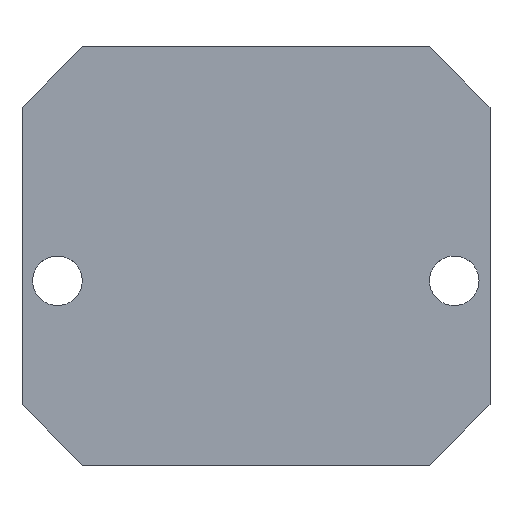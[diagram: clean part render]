
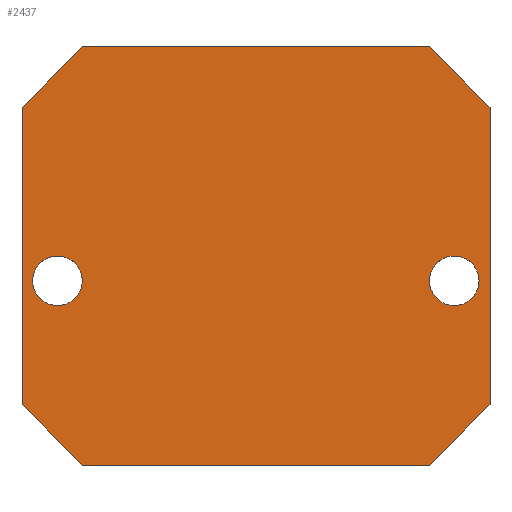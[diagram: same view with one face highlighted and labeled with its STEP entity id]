
A CAD part, top view. The second image highlights one B-rep face of the part: STEP entity #2437.
In plain terms, the highlighted planar face has unit normal (0, 0, 1).
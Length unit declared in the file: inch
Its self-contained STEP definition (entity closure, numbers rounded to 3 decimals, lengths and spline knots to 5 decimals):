
#219=LINE($,#3899,#469);
#231=LINE($,#3923,#481);
#262=LINE($,#4004,#512);
#275=LINE($,#4031,#525);
#282=LINE($,#4045,#532);
#289=LINE($,#4077,#539);
#290=LINE($,#4082,#540);
#291=LINE($,#4084,#541);
#469=VECTOR($,#3168,0.47355);
#481=VECTOR($,#3184,1.65314);
#512=VECTOR($,#3261,0.47355);
#525=VECTOR($,#3288,1.65314);
#532=VECTOR($,#3305,0.47355);
#539=VECTOR($,#3356,0.47355);
#540=VECTOR($,#3365,1.92873);
#541=VECTOR($,#3368,1.92873);
#661=PLANE($,#2666);
#676=FACE_BOUND($,#931,.T.);
#677=FACE_BOUND($,#932,.T.);
#678=FACE_BOUND($,#933,.T.);
#931=EDGE_LOOP($,(#2300));
#932=EDGE_LOOP($,(#2301));
#933=EDGE_LOOP($,(#2302,#2303,#2304,#2305,#2306,#2307,#2308,#2309));
#1014=CIRCLE($,#2643,0.1378);
#1015=CIRCLE($,#2645,0.1378);
#1203=VERTEX_POINT($,#3896);
#1204=VERTEX_POINT($,#3898);
#1214=VERTEX_POINT($,#3921);
#1240=VERTEX_POINT($,#4001);
#1241=VERTEX_POINT($,#4003);
#1248=VERTEX_POINT($,#4029);
#1250=VERTEX_POINT($,#4043);
#1251=VERTEX_POINT($,#4050);
#1252=VERTEX_POINT($,#4053);
#1253=VERTEX_POINT($,#4075);
#1515=EDGE_CURVE($,#1204,#1203,#219,.T.);
#1528=EDGE_CURVE($,#1203,#1214,#231,.T.);
#1569=EDGE_CURVE($,#1241,#1240,#262,.T.);
#1585=EDGE_CURVE($,#1240,#1248,#275,.T.);
#1593=EDGE_CURVE($,#1248,#1250,#282,.T.);
#1595=EDGE_CURVE($,#1251,#1251,#1014,.T.);
#1596=EDGE_CURVE($,#1252,#1252,#1015,.T.);
#1603=EDGE_CURVE($,#1214,#1253,#289,.T.);
#1604=EDGE_CURVE($,#1250,#1204,#290,.T.);
#1605=EDGE_CURVE($,#1253,#1241,#291,.T.);
#2300=ORIENTED_EDGE($,*,*,#1595,.T.);
#2301=ORIENTED_EDGE($,*,*,#1596,.T.);
#2302=ORIENTED_EDGE($,*,*,#1593,.T.);
#2303=ORIENTED_EDGE($,*,*,#1604,.T.);
#2304=ORIENTED_EDGE($,*,*,#1515,.T.);
#2305=ORIENTED_EDGE($,*,*,#1528,.T.);
#2306=ORIENTED_EDGE($,*,*,#1603,.T.);
#2307=ORIENTED_EDGE($,*,*,#1605,.T.);
#2308=ORIENTED_EDGE($,*,*,#1569,.T.);
#2309=ORIENTED_EDGE($,*,*,#1585,.T.);
#2437=ADVANCED_FACE($,(#676,#677,#678),#661,.T.);
#2643=AXIS2_PLACEMENT_3D($,#4051,#3314,#3315);
#2645=AXIS2_PLACEMENT_3D($,#4054,#3318,#3319);
#2666=AXIS2_PLACEMENT_3D($,#4085,#3369,#3370);
#3168=DIRECTION($,(0.707,0.707,0.));
#3184=DIRECTION($,(0.,1.,0.));
#3261=DIRECTION($,(-0.707,-0.707,0.));
#3288=DIRECTION($,(0.,-1.,0.));
#3305=DIRECTION($,(0.707,-0.707,0.));
#3314=DIRECTION('center_axis',(0.,0.,-1.));
#3315=DIRECTION('ref_axis',(-1.,0.,0.));
#3318=DIRECTION('center_axis',(0.,0.,-1.));
#3319=DIRECTION('ref_axis',(-1.,0.,0.));
#3356=DIRECTION($,(-0.707,0.707,0.));
#3365=DIRECTION($,(1.,0.,0.));
#3368=DIRECTION($,(-1.,0.,0.));
#3369=DIRECTION('center_axis',(0.,0.,1.));
#3370=DIRECTION('ref_axis',(1.,0.,0.));
#3896=CARTESIAN_POINT('',(2.26358,0.33485,0.));
#3898=CARTESIAN_POINT('',(1.92873,0.,0.));
#3899=CARTESIAN_POINT($,(1.92873,0.,0.));
#3921=CARTESIAN_POINT('',(2.26358,1.98799,0.));
#3923=CARTESIAN_POINT($,(2.26358,0.33485,0.));
#4001=CARTESIAN_POINT('',(-0.33485,1.98799,0.));
#4003=CARTESIAN_POINT('',(0.,2.32283,0.));
#4004=CARTESIAN_POINT($,(0.,2.32283,0.));
#4029=CARTESIAN_POINT('',(-0.33485,0.33485,0.));
#4031=CARTESIAN_POINT($,(-0.33485,1.98799,0.));
#4043=CARTESIAN_POINT('',(0.,0.,0.));
#4045=CARTESIAN_POINT($,(-0.33485,0.33485,0.));
#4050=CARTESIAN_POINT('',(-0.0002,1.02362,0.));
#4051=CARTESIAN_POINT('Origin',(-0.138,1.02362,0.));
#4053=CARTESIAN_POINT('',(2.20299,1.02362,0.));
#4054=CARTESIAN_POINT('Origin',(2.0652,1.02362,0.));
#4075=CARTESIAN_POINT('',(1.92873,2.32283,0.));
#4077=CARTESIAN_POINT($,(2.26358,1.98799,0.));
#4082=CARTESIAN_POINT($,(0.,0.,0.));
#4084=CARTESIAN_POINT($,(1.92873,2.32283,0.));
#4085=CARTESIAN_POINT('Origin',(0.96436,1.16142,0.));
